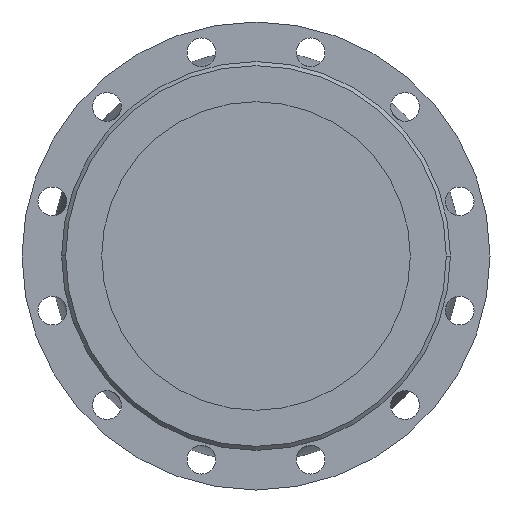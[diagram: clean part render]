
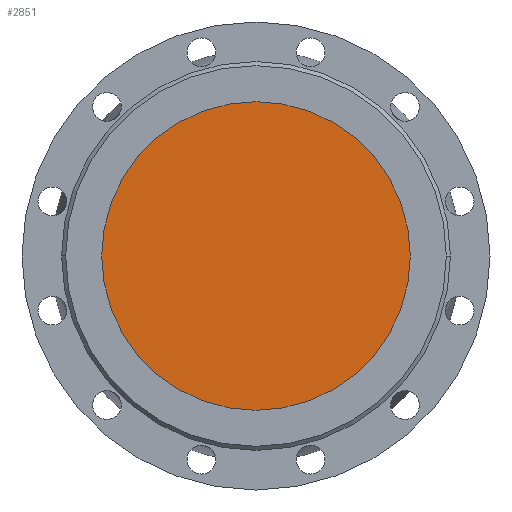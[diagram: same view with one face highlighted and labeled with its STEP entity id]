
A CAD part, left-side view. The second image highlights one B-rep face of the part: STEP entity #2851.
In plain terms, the highlighted planar face has unit normal (-1, 0, 0).
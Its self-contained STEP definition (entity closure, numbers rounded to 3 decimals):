
#1162=CARTESIAN_POINT('',(-115.,0.,0.));
#1163=DIRECTION('',(1.,0.,0.));
#1164=DIRECTION('',(0.,1.,0.));
#1165=AXIS2_PLACEMENT_3D('',#1162,#1163,#1164);
#1170=CARTESIAN_POINT('',(-115.,0.,0.));
#1171=DIRECTION('',(1.,0.,0.));
#1172=DIRECTION('',(0.,-1.,0.));
#1173=AXIS2_PLACEMENT_3D('',#1170,#1171,#1172);
#2364=CARTESIAN_POINT('',(-115.,150.,0.));
#2365=CARTESIAN_POINT('',(-115.,-150.,0.));
#2366=VERTEX_POINT('',#2364);
#2367=VERTEX_POINT('',#2365);
#2842=CARTESIAN_POINT('',(-115.,0.,0.));
#2843=DIRECTION('',(1.,0.,0.));
#2844=DIRECTION('',(0.,1.,0.));
#2845=AXIS2_PLACEMENT_3D('',#2842,#2843,#2844);
#2846=PLANE('',#2845);
#2847=ORIENTED_EDGE('',*,*,#2822,.T.);
#2848=ORIENTED_EDGE('',*,*,#2836,.T.);
#2849=EDGE_LOOP('',(#2847,#2848));
#2850=FACE_OUTER_BOUND('',#2849,.F.);
#2851=ADVANCED_FACE('',(#2850),#2846,.F.);
#1166=CIRCLE('',#1165,150.);
#1174=CIRCLE('',#1173,150.);
#2822=EDGE_CURVE('',#2366,#2367,#1166,.T.);
#2836=EDGE_CURVE('',#2367,#2366,#1174,.T.);
